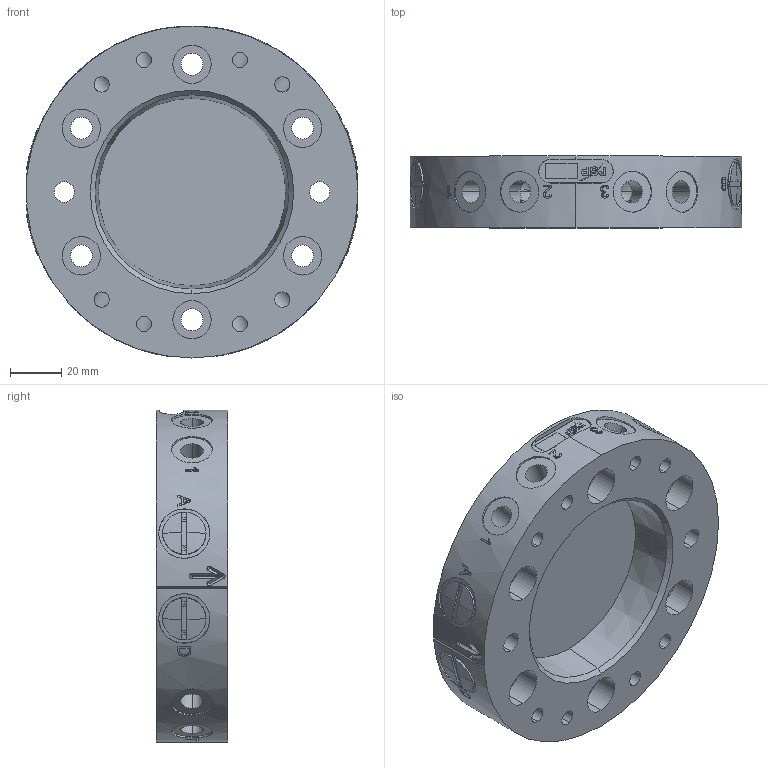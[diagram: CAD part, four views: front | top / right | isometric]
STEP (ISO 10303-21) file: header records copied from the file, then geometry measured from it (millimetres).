
FILE_DESCRIPTION (( 'STEP AP203' ), '1' );
FILE_NAME ('P0407.STEP', '2018-11-28T07:45:26', ( '' ), ( '' ), 'SwSTEP 2.0', 'SolidWorks 2017', '' );
FILE_SCHEMA (( 'CONFIG_CONTROL_DESIGN' ));
Length unit declared in the file: millimetre
Products named in the file (1): P0407
Bounding box: 130 x 28 x 130 mm (x, y, z)
Volume: 251624.6 mm3; surface area: 72469.1 mm2
Topology: 12 solids, 12 shells, 597 faces, 1499 edges, 960 vertices
Faces by surface type: plane 211, cylinder 178, bspline 102, cone 61, torus 29, sphere 16
Entity records: 24288 total; most frequent: CARTESIAN_POINT 10486, ORIENTED_EDGE 2934, DIRECTION 2631, EDGE_CURVE 1467, AXIS2_PLACEMENT_3D 974, VERTEX_POINT 952, EDGE_LOOP 707, VECTOR 683
